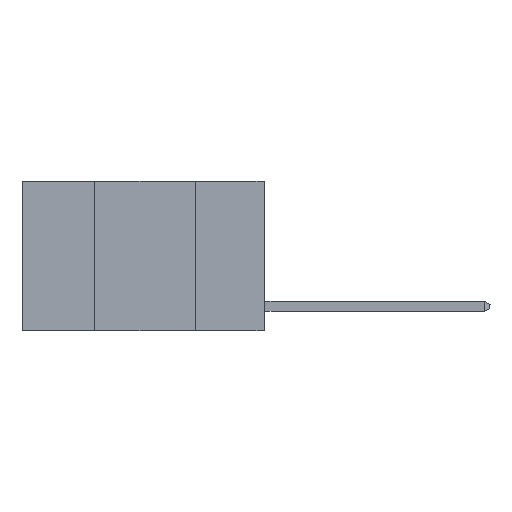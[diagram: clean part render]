
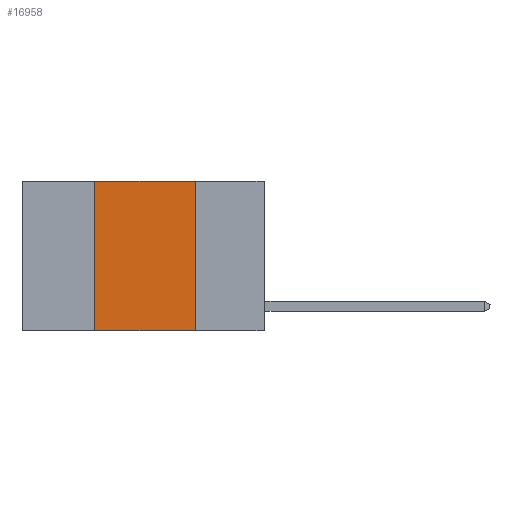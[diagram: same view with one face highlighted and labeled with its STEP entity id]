
A CAD part, left-side view. The second image highlights one B-rep face of the part: STEP entity #16958.
In plain terms, the highlighted planar face has unit normal (-1, 0, 0).
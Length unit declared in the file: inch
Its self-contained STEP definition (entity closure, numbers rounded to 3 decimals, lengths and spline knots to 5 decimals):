
#235 = DIRECTION ( 'NONE',  ( 0., -1., 0. ) ) ;
#396 = DIRECTION ( 'NONE',  ( 1., 0., 0. ) ) ;
#931 = LINE ( 'NONE', #4709, #5273 ) ;
#1667 = DIRECTION ( 'NONE',  ( 0., 0., 1. ) ) ;
#3288 = CARTESIAN_POINT ( 'NONE',  ( 0., 0.42, -0.37 ) ) ;
#3293 = VERTEX_POINT ( 'NONE', #15199 ) ;
#3385 = ORIENTED_EDGE ( 'NONE', *, *, #22175, .T. ) ;
#3737 = CARTESIAN_POINT ( 'NONE',  ( 0., 0.6, -0.37 ) ) ;
#3806 = CARTESIAN_POINT ( 'NONE',  ( 0., 0.42, 0. ) ) ;
#4709 = CARTESIAN_POINT ( 'NONE',  ( 0., 0.17, 0. ) ) ;
#4780 = CARTESIAN_POINT ( 'NONE',  ( 0., 0.17, 0. ) ) ;
#5273 = VECTOR ( 'NONE', #10294, 39.37008 ) ;
#5665 = DIRECTION ( 'NONE',  ( 0., -1., 0. ) ) ;
#7750 = EDGE_LOOP ( 'NONE', ( #15631, #20870, #12612, #3385 ) ) ;
#8343 = LINE ( 'NONE', #3737, #17355 ) ;
#8697 = VERTEX_POINT ( 'NONE', #4780 ) ;
#9025 = CARTESIAN_POINT ( 'NONE',  ( 0., 0.42, 0. ) ) ;
#9606 = CARTESIAN_POINT ( 'NONE',  ( 0., 0.6, 0. ) ) ;
#9621 = VECTOR ( 'NONE', #1667, 39.37008 ) ;
#10294 = DIRECTION ( 'NONE',  ( 0., 0., -1. ) ) ;
#11869 = AXIS2_PLACEMENT_3D ( 'NONE', #9606, #396, #13257 ) ;
#12240 = EDGE_CURVE ( 'NONE', #18199, #13015, #14426, .T. ) ;
#12612 = ORIENTED_EDGE ( 'NONE', *, *, #12240, .F. ) ;
#12689 = EDGE_CURVE ( 'NONE', #8697, #3293, #931, .T. ) ;
#13015 = VERTEX_POINT ( 'NONE', #3806 ) ;
#13114 = CARTESIAN_POINT ( 'NONE',  ( 0., 0.6, 0. ) ) ;
#13257 = DIRECTION ( 'NONE',  ( 0., 0., -1. ) ) ;
#14426 = LINE ( 'NONE', #9025, #9621 ) ;
#15199 = CARTESIAN_POINT ( 'NONE',  ( 0., 0.17, -0.37 ) ) ;
#15631 = ORIENTED_EDGE ( 'NONE', *, *, #12689, .F. ) ;
#16958 = ADVANCED_FACE ( 'NONE', ( #22488 ), #20289, .F. ) ;
#17355 = VECTOR ( 'NONE', #5665, 39.37008 ) ;
#18199 = VERTEX_POINT ( 'NONE', #3288 ) ;
#19796 = VECTOR ( 'NONE', #235, 39.37008 ) ;
#20289 = PLANE ( 'NONE',  #11869 ) ;
#20870 = ORIENTED_EDGE ( 'NONE', *, *, #22859, .F. ) ;
#20888 = LINE ( 'NONE', #13114, #19796 ) ;
#22175 = EDGE_CURVE ( 'NONE', #18199, #3293, #8343, .T. ) ;
#22488 = FACE_OUTER_BOUND ( 'NONE', #7750, .T. ) ;
#22859 = EDGE_CURVE ( 'NONE', #13015, #8697, #20888, .T. ) ;
